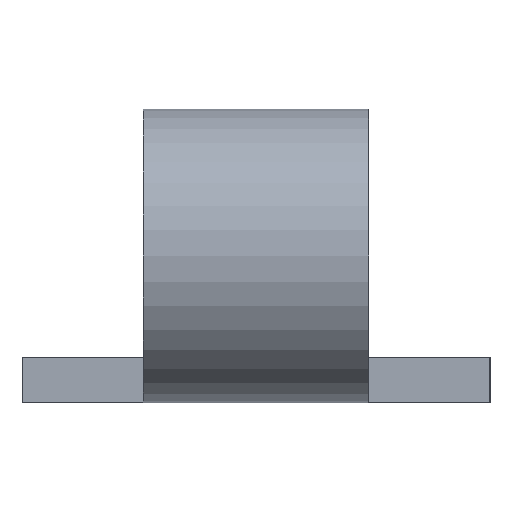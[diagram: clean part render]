
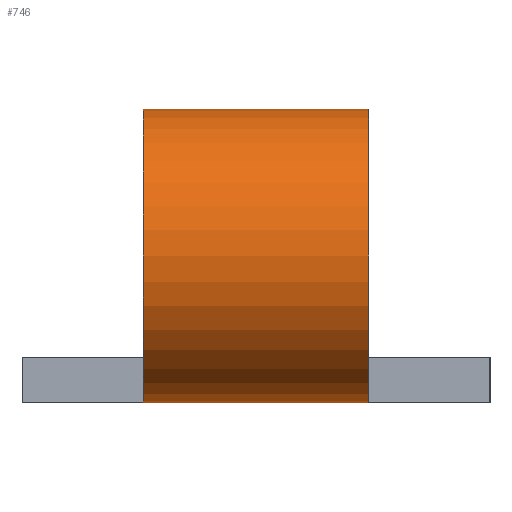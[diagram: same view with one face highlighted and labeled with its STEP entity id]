
A CAD part, left-side view. The second image highlights one B-rep face of the part: STEP entity #746.
In plain terms, the highlighted cylindrical face has radius 4.9 mm (diameter 9.8 mm), a partial arc.
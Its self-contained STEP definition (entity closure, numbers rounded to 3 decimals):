
#28 = VERTEX_POINT ( 'NONE', #429 ) ;
#34 = ORIENTED_EDGE ( 'NONE', *, *, #134, .F. ) ;
#41 = DIRECTION ( 'NONE',  ( 0., 1., 0. ) ) ;
#43 = AXIS2_PLACEMENT_3D ( 'NONE', #688, #152, #615 ) ;
#65 = DIRECTION ( 'NONE',  ( 0., -1., 0. ) ) ;
#111 = EDGE_CURVE ( 'NONE', #628, #221, #333, .T. ) ;
#134 = EDGE_CURVE ( 'NONE', #28, #628, #591, .T. ) ;
#138 = AXIS2_PLACEMENT_3D ( 'NONE', #230, #465, #757 ) ;
#152 = DIRECTION ( 'NONE',  ( 0., 1., 0. ) ) ;
#200 = VECTOR ( 'NONE', #570, 1000. ) ;
#221 = VERTEX_POINT ( 'NONE', #535 ) ;
#222 = DIRECTION ( 'NONE',  ( 0., 0., 1. ) ) ;
#230 = CARTESIAN_POINT ( 'NONE',  ( -11.75, 3.75, 4.9 ) ) ;
#245 = CARTESIAN_POINT ( 'NONE',  ( -11.75, -3.75, 0. ) ) ;
#263 = CARTESIAN_POINT ( 'NONE',  ( -9.3, 3.75, 9.144 ) ) ;
#279 = FACE_OUTER_BOUND ( 'NONE', #562, .T. ) ;
#330 = VECTOR ( 'NONE', #65, 1000. ) ;
#333 = LINE ( 'NONE', #263, #200 ) ;
#426 = VERTEX_POINT ( 'NONE', #245 ) ;
#429 = CARTESIAN_POINT ( 'NONE',  ( -11.75, 3.75, 0. ) ) ;
#452 = ORIENTED_EDGE ( 'NONE', *, *, #753, .T. ) ;
#459 = CYLINDRICAL_SURFACE ( 'NONE', #138, 4.9 ) ;
#465 = DIRECTION ( 'NONE',  ( 0., -1., 0. ) ) ;
#488 = EDGE_CURVE ( 'NONE', #28, #426, #489, .T. ) ;
#489 = LINE ( 'NONE', #607, #330 ) ;
#496 = CARTESIAN_POINT ( 'NONE',  ( -9.3, 3.75, 9.144 ) ) ;
#535 = CARTESIAN_POINT ( 'NONE',  ( -9.3, -3.75, 9.144 ) ) ;
#562 = EDGE_LOOP ( 'NONE', ( #452, #587, #34, #636 ) ) ;
#570 = DIRECTION ( 'NONE',  ( 0., -1., 0. ) ) ;
#580 = AXIS2_PLACEMENT_3D ( 'NONE', #705, #41, #222 ) ;
#587 = ORIENTED_EDGE ( 'NONE', *, *, #111, .F. ) ;
#591 = CIRCLE ( 'NONE', #43, 4.9 ) ;
#607 = CARTESIAN_POINT ( 'NONE',  ( -11.75, 3.75, 0. ) ) ;
#615 = DIRECTION ( 'NONE',  ( 0., 0., 1. ) ) ;
#628 = VERTEX_POINT ( 'NONE', #496 ) ;
#636 = ORIENTED_EDGE ( 'NONE', *, *, #488, .T. ) ;
#688 = CARTESIAN_POINT ( 'NONE',  ( -11.75, 3.75, 4.9 ) ) ;
#691 = CIRCLE ( 'NONE', #580, 4.9 ) ;
#705 = CARTESIAN_POINT ( 'NONE',  ( -11.75, -3.75, 4.9 ) ) ;
#746 = ADVANCED_FACE ( 'NONE', ( #279 ), #459, .T. ) ;
#753 = EDGE_CURVE ( 'NONE', #426, #221, #691, .T. ) ;
#757 = DIRECTION ( 'NONE',  ( 0., 0., -1. ) ) ;
